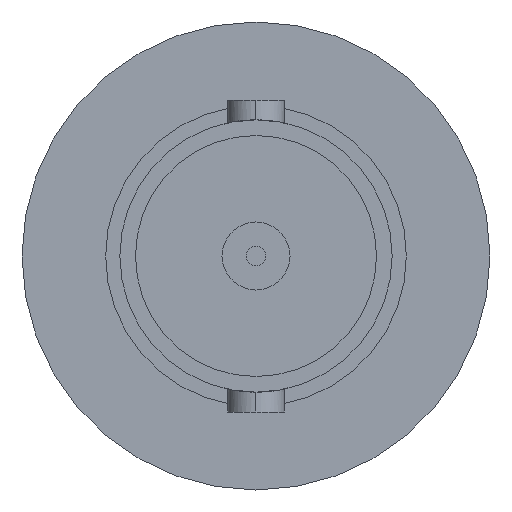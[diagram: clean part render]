
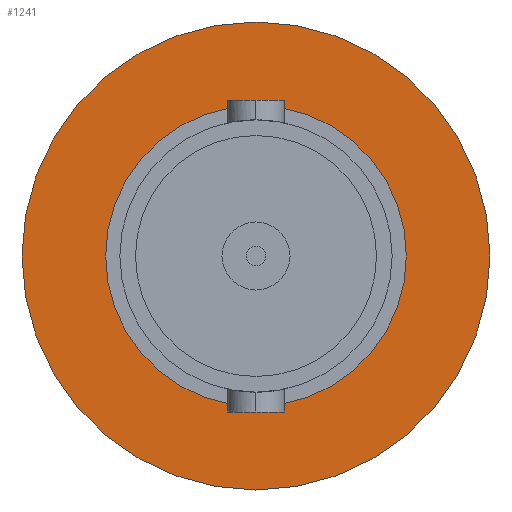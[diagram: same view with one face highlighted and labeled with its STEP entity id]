
A CAD part, left-side view. The second image highlights one B-rep face of the part: STEP entity #1241.
In plain terms, the highlighted planar face has unit normal (-1, 0, 0).
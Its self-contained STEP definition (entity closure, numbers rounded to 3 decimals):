
#26 = AXIS2_PLACEMENT_3D ( 'NONE', #867, #865, #862 ) ;
#165 = FACE_OUTER_BOUND ( 'NONE', #271, .T. ) ;
#271 = EDGE_LOOP ( 'NONE', ( #1434, #1546 ) ) ;
#397 = DIRECTION ( 'NONE',  ( 0., 1., 0. ) ) ;
#399 = DIRECTION ( 'NONE',  ( 1., 0., 0. ) ) ;
#404 = CARTESIAN_POINT ( 'NONE',  ( 90.743, 63.779, 0. ) ) ;
#419 = CARTESIAN_POINT ( 'NONE',  ( 90.743, 72.029, 0. ) ) ;
#517 = CIRCLE ( 'NONE', #519, 8.25 ) ;
#519 = AXIS2_PLACEMENT_3D ( 'NONE', #2035, #1226, #1220 ) ;
#523 = CARTESIAN_POINT ( 'NONE',  ( 90.743, 58.479, 0. ) ) ;
#532 = EDGE_CURVE ( 'NONE', #1581, #1000, #517, .T. ) ;
#556 = CIRCLE ( 'NONE', #1728, 5.3 ) ;
#733 = CIRCLE ( 'NONE', #1022, 8.25 ) ;
#836 = FACE_BOUND ( 'NONE', #1070, .T. ) ;
#856 = DIRECTION ( 'NONE',  ( 0., 1., 0. ) ) ;
#862 = DIRECTION ( 'NONE',  ( 0., -1., 0. ) ) ;
#865 = DIRECTION ( 'NONE',  ( -1., 0., 0. ) ) ;
#867 = CARTESIAN_POINT ( 'NONE',  ( 90.743, 63.779, 0. ) ) ;
#901 = DIRECTION ( 'NONE',  ( 1., 0., 0. ) ) ;
#905 = CARTESIAN_POINT ( 'NONE',  ( 90.743, 63.779, 0. ) ) ;
#912 = PLANE ( 'NONE',  #26 ) ;
#1000 = VERTEX_POINT ( 'NONE', #1452 ) ;
#1022 = AXIS2_PLACEMENT_3D ( 'NONE', #905, #901, #856 ) ;
#1032 = VERTEX_POINT ( 'NONE', #1380 ) ;
#1070 = EDGE_LOOP ( 'NONE', ( #1584, #1630 ) ) ;
#1220 = DIRECTION ( 'NONE',  ( 0., 1., 0. ) ) ;
#1226 = DIRECTION ( 'NONE',  ( 1., 0., 0. ) ) ;
#1241 = ADVANCED_FACE ( 'NONE', ( #165, #836 ), #912, .T. ) ;
#1380 = CARTESIAN_POINT ( 'NONE',  ( 90.743, 69.079, 0. ) ) ;
#1434 = ORIENTED_EDGE ( 'NONE', *, *, #532, .F. ) ;
#1452 = CARTESIAN_POINT ( 'NONE',  ( 90.743, 55.529, 0. ) ) ;
#1467 = VERTEX_POINT ( 'NONE', #523 ) ;
#1546 = ORIENTED_EDGE ( 'NONE', *, *, #2311, .F. ) ;
#1571 = EDGE_CURVE ( 'NONE', #1032, #1467, #1901, .T. ) ;
#1581 = VERTEX_POINT ( 'NONE', #419 ) ;
#1584 = ORIENTED_EDGE ( 'NONE', *, *, #1571, .T. ) ;
#1630 = ORIENTED_EDGE ( 'NONE', *, *, #2242, .T. ) ;
#1728 = AXIS2_PLACEMENT_3D ( 'NONE', #2049, #1999, #2022 ) ;
#1784 = AXIS2_PLACEMENT_3D ( 'NONE', #404, #399, #397 ) ;
#1901 = CIRCLE ( 'NONE', #1784, 5.3 ) ;
#1999 = DIRECTION ( 'NONE',  ( 1., 0., 0. ) ) ;
#2022 = DIRECTION ( 'NONE',  ( 0., 1., 0. ) ) ;
#2035 = CARTESIAN_POINT ( 'NONE',  ( 90.743, 63.779, 0. ) ) ;
#2049 = CARTESIAN_POINT ( 'NONE',  ( 90.743, 63.779, 0. ) ) ;
#2242 = EDGE_CURVE ( 'NONE', #1467, #1032, #556, .T. ) ;
#2311 = EDGE_CURVE ( 'NONE', #1000, #1581, #733, .T. ) ;
